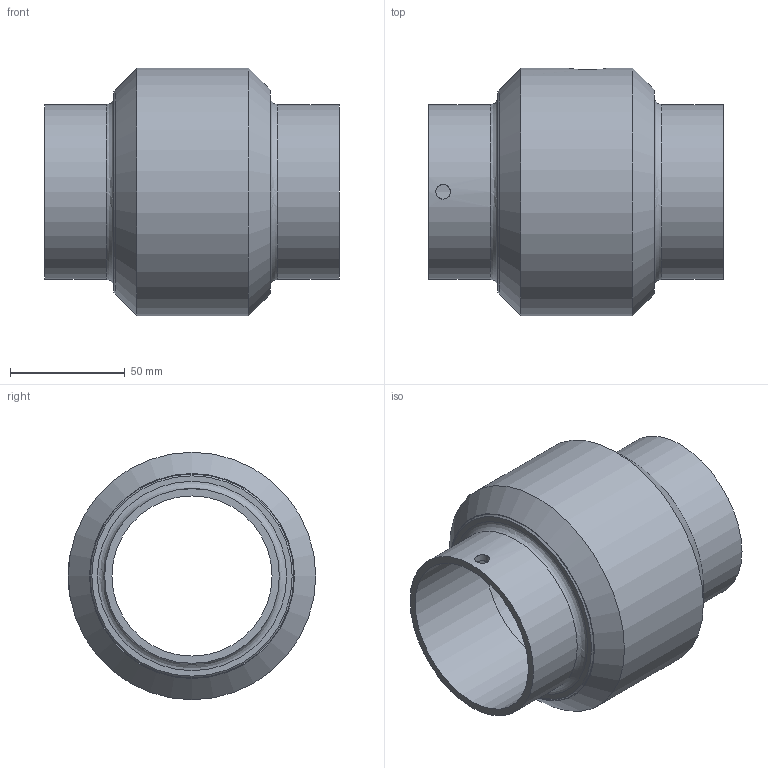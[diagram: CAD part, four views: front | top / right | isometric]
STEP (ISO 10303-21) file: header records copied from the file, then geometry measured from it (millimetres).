
FILE_DESCRIPTION((''),'2;1');
FILE_NAME('130300-3D.stp','2010-05-27T10:49:05',('michael witt'),(''),'Autodesk Inventor 2010','Autodesk Inventor 2010','');
FILE_SCHEMA(('AUTOMOTIVE_DESIGN { 1 0 10303 214 1 1 1 1 }'));
Length unit declared in the file: inch
Products named in the file (3): Assembly6; Part22; Part24
Assembly tree (2 placements, depth 2):
  Assembly6
    Part22
    Part24
Bounding box: 128.59 x 107.95 x 107.95 mm (x, y, z)
Volume: 373521.5 mm3; surface area: 84119.2 mm2
Topology: 2 solids, 2 shells, 25 faces, 50 edges, 31 vertices
Faces by surface type: cylinder 9, plane 8, cone 6, bspline 2
Full cylindrical faces by diameter (mm): 6.35 x1, 15.082 x1, 69.85 x2, 76.2 x2, 88.9 x2, 107.95 x1
Entity records: 862 total; most frequent: CARTESIAN_POINT 324, DIRECTION 102, ORIENTED_EDGE 62, EDGE_LOOP 52, AXIS2_PLACEMENT_3D 51, EDGE_CURVE 31, VERTEX_POINT 29, FACE_BOUND 27
